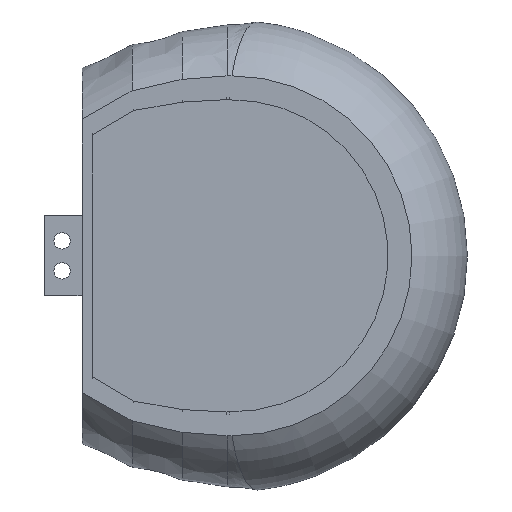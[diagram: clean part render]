
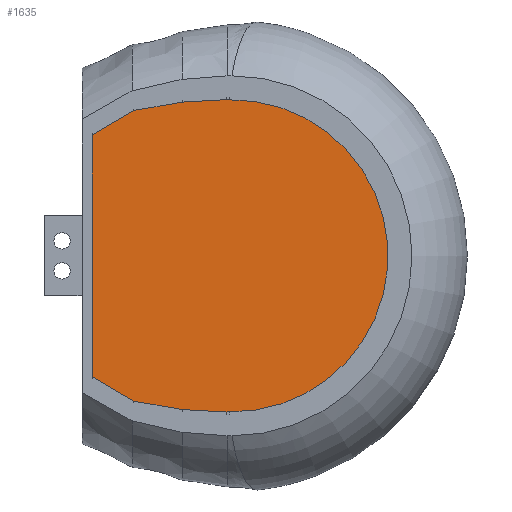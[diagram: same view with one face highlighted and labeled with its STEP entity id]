
A CAD part, top view. The second image highlights one B-rep face of the part: STEP entity #1635.
In plain terms, the highlighted planar face has unit normal (0, 0, 1).
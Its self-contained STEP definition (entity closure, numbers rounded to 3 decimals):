
#166=B_SPLINE_CURVE_WITH_KNOTS('',3,(#6884,#6885,#6886,#6887,#6888,#6889,
#6890),.UNSPECIFIED.,.F.,.F.,(4,3,4),(0.325,0.733,
1.289),.UNSPECIFIED.);
#167=B_SPLINE_CURVE_WITH_KNOTS('',3,(#6892,#6893,#6894,#6895,#6896,#6897,
#6898,#6899,#6900,#6901,#6902,#6903,#6904),.UNSPECIFIED.,.F.,.F.,(4,3,3,
3,4),(0.176,0.549,0.648,1.092,
1.159),.UNSPECIFIED.);
#168=B_SPLINE_CURVE_WITH_KNOTS('',3,(#6906,#6907,#6908,#6909,#6910,#6911),
 .UNSPECIFIED.,.F.,.F.,(4,2,4),(0.079,0.534,0.962),
 .UNSPECIFIED.);
#169=B_SPLINE_CURVE_WITH_KNOTS('',3,(#6913,#6914,#6915,#6916,#6917,#6918),
 .UNSPECIFIED.,.F.,.F.,(4,2,4),(0.148,0.156,0.296),
 .UNSPECIFIED.);
#170=B_SPLINE_CURVE_WITH_KNOTS('',3,(#6922,#6923,#6924,#6925,#6926,#6927,
#6928,#6929),.UNSPECIFIED.,.F.,.F.,(4,2,2,4),(0.202,0.209,
0.275,0.316),.UNSPECIFIED.);
#171=B_SPLINE_CURVE_WITH_KNOTS('',3,(#6931,#6932,#6933,#6934,#6935,#6936),
 .UNSPECIFIED.,.F.,.F.,(4,2,4),(0.106,0.534,0.99),
 .UNSPECIFIED.);
#172=B_SPLINE_CURVE_WITH_KNOTS('',3,(#6938,#6939,#6940,#6941,#6942,#6943,
#6944,#6945,#6946,#6947,#6948,#6949,#6950),.UNSPECIFIED.,.F.,.F.,(4,3,3,
3,4),(0.142,0.586,0.652,1.025,
1.124),.UNSPECIFIED.);
#173=B_SPLINE_CURVE_WITH_KNOTS('',3,(#6951,#6952,#6953,#6954,#6955,#6956,
#6957),.UNSPECIFIED.,.F.,.F.,(4,3,4),(0.179,0.734,
1.142),.UNSPECIFIED.);
#275=PLANE('',#1728);
#337=FACE_OUTER_BOUND('',#439,.T.);
#439=EDGE_LOOP('',(#1445,#1446,#1447,#1448,#1449,#1450,#1451,#1452,#1453,
#1454));
#519=LINE('',#6882,#584);
#584=VECTOR('',#1925,10.);
#609=CIRCLE('',#1729,31.216);
#752=VERTEX_POINT('',#6880);
#753=VERTEX_POINT('',#6881);
#754=VERTEX_POINT('',#6883);
#755=VERTEX_POINT('',#6891);
#756=VERTEX_POINT('',#6905);
#757=VERTEX_POINT('',#6912);
#758=VERTEX_POINT('',#6919);
#759=VERTEX_POINT('',#6921);
#760=VERTEX_POINT('',#6930);
#761=VERTEX_POINT('',#6937);
#993=EDGE_CURVE('',#752,#753,#519,.T.);
#994=EDGE_CURVE('',#754,#752,#166,.T.);
#995=EDGE_CURVE('',#755,#754,#167,.T.);
#996=EDGE_CURVE('',#756,#755,#168,.T.);
#997=EDGE_CURVE('',#757,#756,#169,.T.);
#998=EDGE_CURVE('',#758,#757,#609,.T.);
#999=EDGE_CURVE('',#759,#758,#170,.T.);
#1000=EDGE_CURVE('',#760,#759,#171,.T.);
#1001=EDGE_CURVE('',#761,#760,#172,.T.);
#1002=EDGE_CURVE('',#753,#761,#173,.T.);
#1445=ORIENTED_EDGE('',*,*,#993,.F.);
#1446=ORIENTED_EDGE('',*,*,#994,.F.);
#1447=ORIENTED_EDGE('',*,*,#995,.F.);
#1448=ORIENTED_EDGE('',*,*,#996,.F.);
#1449=ORIENTED_EDGE('',*,*,#997,.F.);
#1450=ORIENTED_EDGE('',*,*,#998,.F.);
#1451=ORIENTED_EDGE('',*,*,#999,.F.);
#1452=ORIENTED_EDGE('',*,*,#1000,.F.);
#1453=ORIENTED_EDGE('',*,*,#1001,.F.);
#1454=ORIENTED_EDGE('',*,*,#1002,.F.);
#1635=ADVANCED_FACE('',(#337),#275,.T.);
#1728=AXIS2_PLACEMENT_3D('',#6879,#1923,#1924);
#1729=AXIS2_PLACEMENT_3D('',#6920,#1926,#1927);
#1923=DIRECTION('center_axis',(0.,0.,1.));
#1924=DIRECTION('ref_axis',(1.,0.,0.));
#1925=DIRECTION('',(0.,1.,0.));
#1926=DIRECTION('center_axis',(0.,0.,-1.));
#1927=DIRECTION('ref_axis',(-1.,0.,0.));
#6879=CARTESIAN_POINT('Origin',(8.546,0.042,45.));
#6880=CARTESIAN_POINT('',(-28.,-24.202,45.));
#6881=CARTESIAN_POINT('',(-28.,24.202,45.));
#6882=CARTESIAN_POINT('',(-28.,18.,45.));
#6883=CARTESIAN_POINT('',(-19.677,-29.069,45.));
#6884=CARTESIAN_POINT('Ctrl Pts',(-19.677,-29.069,45.));
#6885=CARTESIAN_POINT('Ctrl Pts',(-20.854,-28.383,45.));
#6886=CARTESIAN_POINT('Ctrl Pts',(-22.029,-27.697,45.));
#6887=CARTESIAN_POINT('Ctrl Pts',(-23.204,-27.01,45.));
#6888=CARTESIAN_POINT('Ctrl Pts',(-24.802,-26.076,45.));
#6889=CARTESIAN_POINT('Ctrl Pts',(-26.402,-25.139,45.));
#6890=CARTESIAN_POINT('Ctrl Pts',(-28.,-24.202,45.));
#6891=CARTESIAN_POINT('',(-9.926,-30.753,45.));
#6892=CARTESIAN_POINT('Ctrl Pts',(-9.926,-30.753,45.));
#6893=CARTESIAN_POINT('Ctrl Pts',(-11.167,-30.553,45.));
#6894=CARTESIAN_POINT('Ctrl Pts',(-12.415,-30.345,45.));
#6895=CARTESIAN_POINT('Ctrl Pts',(-13.65,-30.134,45.));
#6896=CARTESIAN_POINT('Ctrl Pts',(-13.977,-30.078,45.));
#6897=CARTESIAN_POINT('Ctrl Pts',(-14.303,-30.022,45.));
#6898=CARTESIAN_POINT('Ctrl Pts',(-14.628,-29.966,45.));
#6899=CARTESIAN_POINT('Ctrl Pts',(-16.084,-29.714,45.));
#6900=CARTESIAN_POINT('Ctrl Pts',(-17.554,-29.453,45.));
#6901=CARTESIAN_POINT('Ctrl Pts',(-19.018,-29.189,45.));
#6902=CARTESIAN_POINT('Ctrl Pts',(-19.238,-29.149,45.));
#6903=CARTESIAN_POINT('Ctrl Pts',(-19.458,-29.109,45.));
#6904=CARTESIAN_POINT('Ctrl Pts',(-19.677,-29.069,45.));
#6905=CARTESIAN_POINT('',(-1.106,-31.248,45.));
#6906=CARTESIAN_POINT('Ctrl Pts',(-1.106,-31.248,45.));
#6907=CARTESIAN_POINT('Ctrl Pts',(-2.622,-31.163,45.));
#6908=CARTESIAN_POINT('Ctrl Pts',(-4.138,-31.079,45.));
#6909=CARTESIAN_POINT('Ctrl Pts',(-7.078,-30.914,45.));
#6910=CARTESIAN_POINT('Ctrl Pts',(-8.502,-30.833,45.));
#6911=CARTESIAN_POINT('Ctrl Pts',(-9.926,-30.753,45.));
#6912=CARTESIAN_POINT('',(-0.473,-31.213,45.));
#6913=CARTESIAN_POINT('Ctrl Pts',(-0.473,-31.213,45.));
#6914=CARTESIAN_POINT('Ctrl Pts',(-0.484,-31.212,
45.));
#6915=CARTESIAN_POINT('Ctrl Pts',(-0.495,-31.211,
45.));
#6916=CARTESIAN_POINT('Ctrl Pts',(-0.729,-31.192,
45.));
#6917=CARTESIAN_POINT('Ctrl Pts',(-0.917,-31.192,
45.));
#6918=CARTESIAN_POINT('Ctrl Pts',(-1.106,-31.248,45.));
#6919=CARTESIAN_POINT('',(-0.473,31.213,45.));
#6920=CARTESIAN_POINT('Origin',(0.,0.,45.));
#6921=CARTESIAN_POINT('',(-1.106,31.248,45.));
#6922=CARTESIAN_POINT('Ctrl Pts',(-1.106,31.248,45.));
#6923=CARTESIAN_POINT('Ctrl Pts',(-1.093,31.244,45.));
#6924=CARTESIAN_POINT('Ctrl Pts',(-1.081,31.241,45.));
#6925=CARTESIAN_POINT('Ctrl Pts',(-0.954,31.208,45.));
#6926=CARTESIAN_POINT('Ctrl Pts',(-0.839,31.198,45.));
#6927=CARTESIAN_POINT('Ctrl Pts',(-0.645,31.2,45.));
#6928=CARTESIAN_POINT('Ctrl Pts',(-0.564,31.205,45.));
#6929=CARTESIAN_POINT('Ctrl Pts',(-0.473,31.213,45.));
#6930=CARTESIAN_POINT('',(-9.926,30.753,45.));
#6931=CARTESIAN_POINT('Ctrl Pts',(-9.926,30.753,45.));
#6932=CARTESIAN_POINT('Ctrl Pts',(-8.502,30.833,45.));
#6933=CARTESIAN_POINT('Ctrl Pts',(-7.078,30.914,45.));
#6934=CARTESIAN_POINT('Ctrl Pts',(-4.138,31.079,45.));
#6935=CARTESIAN_POINT('Ctrl Pts',(-2.622,31.163,45.));
#6936=CARTESIAN_POINT('Ctrl Pts',(-1.106,31.248,45.));
#6937=CARTESIAN_POINT('',(-19.677,29.069,45.));
#6938=CARTESIAN_POINT('Ctrl Pts',(-19.677,29.069,45.));
#6939=CARTESIAN_POINT('Ctrl Pts',(-18.215,29.335,45.));
#6940=CARTESIAN_POINT('Ctrl Pts',(-16.743,29.598,45.));
#6941=CARTESIAN_POINT('Ctrl Pts',(-15.282,29.852,45.));
#6942=CARTESIAN_POINT('Ctrl Pts',(-15.064,29.89,45.));
#6943=CARTESIAN_POINT('Ctrl Pts',(-14.846,29.928,45.));
#6944=CARTESIAN_POINT('Ctrl Pts',(-14.629,29.966,45.));
#6945=CARTESIAN_POINT('Ctrl Pts',(-13.403,30.178,45.));
#6946=CARTESIAN_POINT('Ctrl Pts',(-12.158,30.388,45.));
#6947=CARTESIAN_POINT('Ctrl Pts',(-10.914,30.592,45.));
#6948=CARTESIAN_POINT('Ctrl Pts',(-10.584,30.646,45.));
#6949=CARTESIAN_POINT('Ctrl Pts',(-10.255,30.7,45.));
#6950=CARTESIAN_POINT('Ctrl Pts',(-9.926,30.753,45.));
#6951=CARTESIAN_POINT('Ctrl Pts',(-28.,24.202,45.));
#6952=CARTESIAN_POINT('Ctrl Pts',(-26.402,25.139,45.));
#6953=CARTESIAN_POINT('Ctrl Pts',(-24.802,26.076,45.));
#6954=CARTESIAN_POINT('Ctrl Pts',(-23.204,27.01,45.));
#6955=CARTESIAN_POINT('Ctrl Pts',(-22.03,27.697,45.));
#6956=CARTESIAN_POINT('Ctrl Pts',(-20.854,28.383,45.));
#6957=CARTESIAN_POINT('Ctrl Pts',(-19.677,29.069,45.));
